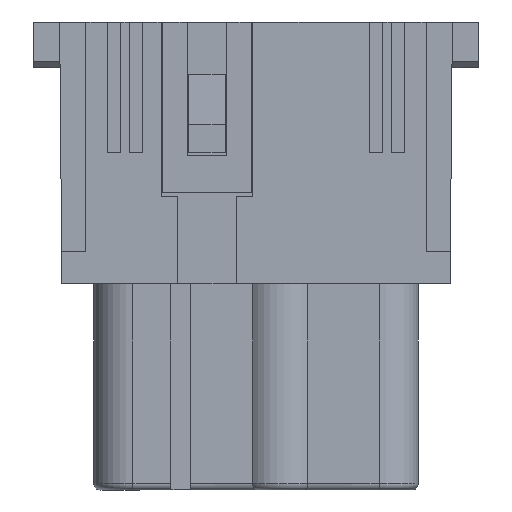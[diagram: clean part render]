
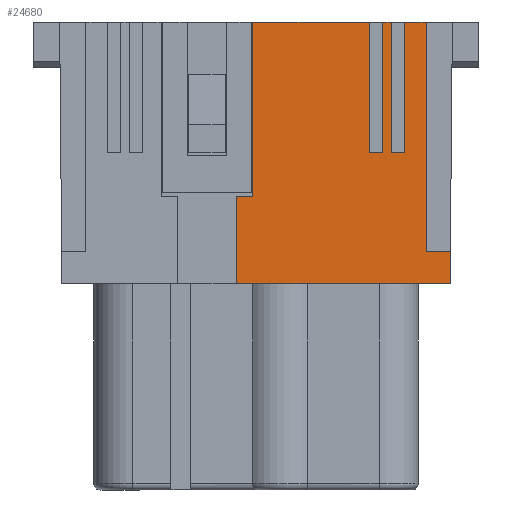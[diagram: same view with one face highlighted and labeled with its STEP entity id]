
A CAD part, left-side view. The second image highlights one B-rep face of the part: STEP entity #24680.
In plain terms, the highlighted face is planar.
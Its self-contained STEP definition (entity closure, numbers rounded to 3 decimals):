
#17450=CARTESIAN_POINT('',(41.475,33.557,
-26.664));
#17460=VERTEX_POINT('',#17450);
#17490=CARTESIAN_POINT('',(41.475,33.557,0.));
#17500=DIRECTION('',(0.,0.,-1.));
#17510=VECTOR('',#17500,1.);
#17520=LINE('',#17490,#17510);
#17530=CARTESIAN_POINT('',(41.475,33.557,
-25.664));
#17540=VERTEX_POINT('',#17530);
#17550=EDGE_CURVE('',#17540,#17460,#17520,.T.);
#17790=CARTESIAN_POINT('',(41.182,0.,-25.664));
#17800=DIRECTION('',(-0.009,-1.,
0.));
#17810=VECTOR('',#17800,1.);
#17820=LINE('',#17790,#17810);
#17830=CARTESIAN_POINT('',(41.388,23.557,-25.664)
);
#17840=VERTEX_POINT('',#17830);
#17850=EDGE_CURVE('',#17540,#17840,#17820,.T.);
#20650=CARTESIAN_POINT('',(41.388,23.557,0.));
#20660=DIRECTION('',(0.,0.,-1.));
#20670=VECTOR('',#20660,1.);
#20680=LINE('',#20650,#20670);
#23570=CARTESIAN_POINT('',(41.435,28.983,
-13.327));
#23580=DIRECTION('',(-1.,0.009,
0.));
#23590=DIRECTION('',(0.009,1.,
0.));
#23600=AXIS2_PLACEMENT_3D('',#23570,#23580,#23590);
#23610=PLANE('',#23600);
#23620=CARTESIAN_POINT('',(41.182,0.,-32.206));
#23630=DIRECTION('',(0.009,1.,
0.009));
#23640=VECTOR('',#23630,1.);
#23650=LINE('',#23620,#23640);
#23660=CARTESIAN_POINT('',(41.541,41.057,
-31.847));
#23670=VERTEX_POINT('',#23660);
#23680=CARTESIAN_POINT('',(41.562,43.557,
-31.825));
#23690=VERTEX_POINT('',#23680);
#23700=EDGE_CURVE('',#23670,#23690,#23650,.T.);
#23710=ORIENTED_EDGE('',*,*,#23700,.F.);
#23720=CARTESIAN_POINT('',(41.562,43.557,0.));
#23730=DIRECTION('',(0.,0.,1.));
#23740=VECTOR('',#23730,1.);
#23750=LINE('',#23720,#23740);
#23760=CARTESIAN_POINT('',(41.562,43.557,-15.5));
#23770=VERTEX_POINT('',#23760);
#23780=EDGE_CURVE('',#23690,#23770,#23750,.T.);
#23790=ORIENTED_EDGE('',*,*,#23780,.F.);
#23800=CARTESIAN_POINT('',(41.182,0.,-15.5));
#23810=DIRECTION('',(0.009,1.,
0.));
#23820=VECTOR('',#23810,1.);
#23830=LINE('',#23800,#23820);
#23840=CARTESIAN_POINT('',(41.504,36.857,-15.5));
#23850=VERTEX_POINT('',#23840);
#23860=EDGE_CURVE('',#23850,#23770,#23830,.T.);
#23870=ORIENTED_EDGE('',*,*,#23860,.T.);
#23880=CARTESIAN_POINT('',(41.504,36.857,0.));
#23890=DIRECTION('',(0.,0.,1.));
#23900=VECTOR('',#23890,1.);
#23910=LINE('',#23880,#23900);
#23920=CARTESIAN_POINT('',(41.504,36.857,-16.75));
#23930=VERTEX_POINT('',#23920);
#23940=EDGE_CURVE('',#23930,#23850,#23910,.T.);
#23950=ORIENTED_EDGE('',*,*,#23940,.T.);
#23960=CARTESIAN_POINT('',(41.182,0.,-16.75));
#23970=DIRECTION('',(-0.009,-1.,
0.));
#23980=VECTOR('',#23970,1.);
#23990=LINE('',#23960,#23980);
#24000=CARTESIAN_POINT('',(41.388,23.557,-16.75));
#24010=VERTEX_POINT('',#24000);
#24020=EDGE_CURVE('',#23930,#24010,#23990,.T.);
#24030=ORIENTED_EDGE('',*,*,#24020,.F.);
#24040=EDGE_CURVE('',#24010,#17840,#20680,.T.);
#24050=ORIENTED_EDGE('',*,*,#24040,.F.);
#24060=ORIENTED_EDGE('',*,*,#17850,.T.);
#24070=ORIENTED_EDGE('',*,*,#17550,.F.);
#24080=CARTESIAN_POINT('',(41.182,0.,-26.664));
#24090=DIRECTION('',(0.009,1.,
0.));
#24100=VECTOR('',#24090,1.);
#24110=LINE('',#24080,#24100);
#24120=CARTESIAN_POINT('',(41.388,23.557,-26.664)
);
#24130=VERTEX_POINT('',#24120);
#24140=EDGE_CURVE('',#24130,#17460,#24110,.T.);
#24150=ORIENTED_EDGE('',*,*,#24140,.T.);
#24160=CARTESIAN_POINT('',(41.388,23.557,-27.336)
);
#24170=VERTEX_POINT('',#24160);
#24180=EDGE_CURVE('',#24130,#24170,#20680,.T.);
#24190=ORIENTED_EDGE('',*,*,#24180,.F.);
#24200=CARTESIAN_POINT('',(41.182,0.,-27.336));
#24210=DIRECTION('',(-0.009,-1.,
0.));
#24220=VECTOR('',#24210,1.);
#24230=LINE('',#24200,#24220);
#24240=CARTESIAN_POINT('',(41.475,33.557,
-27.336));
#24250=VERTEX_POINT('',#24240);
#24260=EDGE_CURVE('',#24250,#24170,#24230,.T.);
#24270=ORIENTED_EDGE('',*,*,#24260,.T.);
#24280=CARTESIAN_POINT('',(41.475,33.557,0.));
#24290=DIRECTION('',(0.,0.,-1.));
#24300=VECTOR('',#24290,1.);
#24310=LINE('',#24280,#24300);
#24320=CARTESIAN_POINT('',(41.475,33.557,
-28.336));
#24330=VERTEX_POINT('',#24320);
#24340=EDGE_CURVE('',#24250,#24330,#24310,.T.);
#24350=ORIENTED_EDGE('',*,*,#24340,.F.);
#24360=CARTESIAN_POINT('',(41.182,0.,-28.336));
#24370=DIRECTION('',(0.009,1.,
0.));
#24380=VECTOR('',#24370,1.);
#24390=LINE('',#24360,#24380);
#24400=CARTESIAN_POINT('',(41.388,23.557,-28.336)
);
#24410=VERTEX_POINT('',#24400);
#24420=EDGE_CURVE('',#24410,#24330,#24390,.T.);
#24430=ORIENTED_EDGE('',*,*,#24420,.T.);
#24440=CARTESIAN_POINT('',(41.388,23.557,0.));
#24450=DIRECTION('',(0.,0.,-1.));
#24460=VECTOR('',#24450,1.);
#24470=LINE('',#24440,#24460);
#24480=CARTESIAN_POINT('',(41.388,23.557,-30.)
);
#24490=VERTEX_POINT('',#24480);
#24500=EDGE_CURVE('',#24410,#24490,#24470,.T.);
#24510=ORIENTED_EDGE('',*,*,#24500,.F.);
#24520=CARTESIAN_POINT('',(41.182,0.,-30.));
#24530=DIRECTION('',(0.009,1.,
0.));
#24540=VECTOR('',#24530,1.);
#24550=LINE('',#24520,#24540);
#24560=CARTESIAN_POINT('',(41.541,41.057,
-30.));
#24570=VERTEX_POINT('',#24560);
#24580=EDGE_CURVE('',#24490,#24570,#24550,.T.);
#24590=ORIENTED_EDGE('',*,*,#24580,.F.);
#24600=CARTESIAN_POINT('',(41.541,41.057,0.));
#24610=DIRECTION('',(0.,0.,1.));
#24620=VECTOR('',#24610,1.);
#24630=LINE('',#24600,#24620);
#24640=EDGE_CURVE('',#23670,#24570,#24630,.T.);
#24650=ORIENTED_EDGE('',*,*,#24640,.T.);
#24660=EDGE_LOOP('',(#24650,#24590,#24510,#24430,#24350,#24270,#24190,
#24150,#24070,#24060,#24050,#24030,#23950,#23870,#23790,#23710));
#24670=FACE_OUTER_BOUND('',#24660,.T.);
#24680=ADVANCED_FACE('',(#24670),#23610,.T.);
